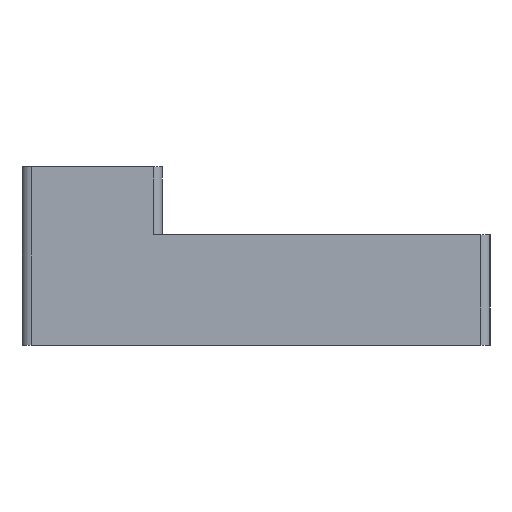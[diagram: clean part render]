
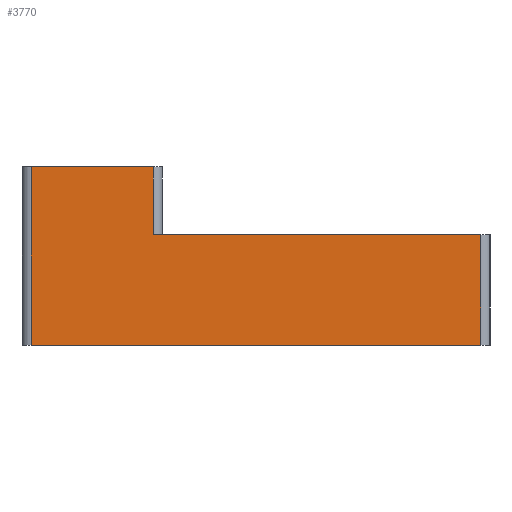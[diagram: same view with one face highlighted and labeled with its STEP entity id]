
A CAD part, left-side view. The second image highlights one B-rep face of the part: STEP entity #3770.
In plain terms, the highlighted planar face has unit normal (-1, 0, 0).
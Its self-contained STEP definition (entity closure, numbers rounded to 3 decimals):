
#44 = PLANE('',#45);
#45 = AXIS2_PLACEMENT_3D('',#46,#47,#48);
#46 = CARTESIAN_POINT('',(-89.,0.,0.));
#47 = DIRECTION('',(0.,0.,1.));
#48 = DIRECTION('',(1.,0.,0.));
#72 = CYLINDRICAL_SURFACE('',#73,1.);
#73 = AXIS2_PLACEMENT_3D('',#74,#75,#76);
#74 = CARTESIAN_POINT('',(-89.,-1.,0.));
#75 = DIRECTION('',(-0.,-0.,-1.));
#76 = DIRECTION('',(1.,0.,0.));
#100 = PLANE('',#101);
#101 = AXIS2_PLACEMENT_3D('',#102,#103,#104);
#102 = CARTESIAN_POINT('',(-89.,0.,19.05));
#103 = DIRECTION('',(0.,0.,1.));
#104 = DIRECTION('',(1.,0.,0.));
#1091 = VERTEX_POINT('',#1092);
#1092 = CARTESIAN_POINT('',(-90.,-1.,0.));
#1114 = EDGE_CURVE('',#1115,#1091,#1117,.T.);
#1115 = VERTEX_POINT('',#1116);
#1116 = CARTESIAN_POINT('',(-90.,-49.,0.));
#1117 = SURFACE_CURVE('',#1118,(#1122,#1129),.PCURVE_S1.);
#1118 = LINE('',#1119,#1120);
#1119 = CARTESIAN_POINT('',(-90.,-49.,0.));
#1120 = VECTOR('',#1121,1.);
#1121 = DIRECTION('',(0.,1.,0.));
#1122 = PCURVE('',#44,#1123);
#1123 = DEFINITIONAL_REPRESENTATION('',(#1124),#1128);
#1124 = LINE('',#1125,#1126);
#1125 = CARTESIAN_POINT('',(-1.,-49.));
#1126 = VECTOR('',#1127,1.);
#1127 = DIRECTION('',(0.,1.));
#1128 = ( GEOMETRIC_REPRESENTATION_CONTEXT(2) 
PARAMETRIC_REPRESENTATION_CONTEXT() REPRESENTATION_CONTEXT('2D SPACE',''
  ) );
#1129 = PCURVE('',#1130,#1135);
#1130 = PLANE('',#1131);
#1131 = AXIS2_PLACEMENT_3D('',#1132,#1133,#1134);
#1132 = CARTESIAN_POINT('',(-90.,-49.,0.));
#1133 = DIRECTION('',(-1.,0.,0.));
#1134 = DIRECTION('',(0.,1.,0.));
#1135 = DEFINITIONAL_REPRESENTATION('',(#1136),#1140);
#1136 = LINE('',#1137,#1138);
#1137 = CARTESIAN_POINT('',(0.,0.));
#1138 = VECTOR('',#1139,1.);
#1139 = DIRECTION('',(1.,0.));
#1140 = ( GEOMETRIC_REPRESENTATION_CONTEXT(2) 
PARAMETRIC_REPRESENTATION_CONTEXT() REPRESENTATION_CONTEXT('2D SPACE',''
  ) );
#1159 = CYLINDRICAL_SURFACE('',#1160,1.);
#1160 = AXIS2_PLACEMENT_3D('',#1161,#1162,#1163);
#1161 = CARTESIAN_POINT('',(-89.,-49.,0.));
#1162 = DIRECTION('',(-0.,-0.,-1.));
#1163 = DIRECTION('',(1.,0.,0.));
#1283 = VERTEX_POINT('',#1284);
#1284 = CARTESIAN_POINT('',(-90.,-1.,19.05));
#1306 = EDGE_CURVE('',#1091,#1283,#1307,.T.);
#1307 = SURFACE_CURVE('',#1308,(#1312,#1319),.PCURVE_S1.);
#1308 = LINE('',#1309,#1310);
#1309 = CARTESIAN_POINT('',(-90.,-1.,0.));
#1310 = VECTOR('',#1311,1.);
#1311 = DIRECTION('',(0.,0.,1.));
#1312 = PCURVE('',#72,#1313);
#1313 = DEFINITIONAL_REPRESENTATION('',(#1314),#1318);
#1314 = LINE('',#1315,#1316);
#1315 = CARTESIAN_POINT('',(-3.142,0.));
#1316 = VECTOR('',#1317,1.);
#1317 = DIRECTION('',(-0.,-1.));
#1318 = ( GEOMETRIC_REPRESENTATION_CONTEXT(2) 
PARAMETRIC_REPRESENTATION_CONTEXT() REPRESENTATION_CONTEXT('2D SPACE',''
  ) );
#1319 = PCURVE('',#1130,#1320);
#1320 = DEFINITIONAL_REPRESENTATION('',(#1321),#1325);
#1321 = LINE('',#1322,#1323);
#1322 = CARTESIAN_POINT('',(48.,0.));
#1323 = VECTOR('',#1324,1.);
#1324 = DIRECTION('',(0.,-1.));
#1325 = ( GEOMETRIC_REPRESENTATION_CONTEXT(2) 
PARAMETRIC_REPRESENTATION_CONTEXT() REPRESENTATION_CONTEXT('2D SPACE',''
  ) );
#1409 = EDGE_CURVE('',#1410,#1283,#1412,.T.);
#1410 = VERTEX_POINT('',#1411);
#1411 = CARTESIAN_POINT('',(-90.,-14.,19.05));
#1412 = SURFACE_CURVE('',#1413,(#1417,#1424),.PCURVE_S1.);
#1413 = LINE('',#1414,#1415);
#1414 = CARTESIAN_POINT('',(-90.,-49.,19.05));
#1415 = VECTOR('',#1416,1.);
#1416 = DIRECTION('',(0.,1.,0.));
#1417 = PCURVE('',#100,#1418);
#1418 = DEFINITIONAL_REPRESENTATION('',(#1419),#1423);
#1419 = LINE('',#1420,#1421);
#1420 = CARTESIAN_POINT('',(-1.,-49.));
#1421 = VECTOR('',#1422,1.);
#1422 = DIRECTION('',(0.,1.));
#1423 = ( GEOMETRIC_REPRESENTATION_CONTEXT(2) 
PARAMETRIC_REPRESENTATION_CONTEXT() REPRESENTATION_CONTEXT('2D SPACE',''
  ) );
#1424 = PCURVE('',#1130,#1425);
#1425 = DEFINITIONAL_REPRESENTATION('',(#1426),#1430);
#1426 = LINE('',#1427,#1428);
#1427 = CARTESIAN_POINT('',(0.,-19.05));
#1428 = VECTOR('',#1429,1.);
#1429 = DIRECTION('',(1.,0.));
#1430 = ( GEOMETRIC_REPRESENTATION_CONTEXT(2) 
PARAMETRIC_REPRESENTATION_CONTEXT() REPRESENTATION_CONTEXT('2D SPACE',''
  ) );
#1449 = CYLINDRICAL_SURFACE('',#1450,1.);
#1450 = AXIS2_PLACEMENT_3D('',#1451,#1452,#1453);
#1451 = CARTESIAN_POINT('',(-89.,-14.,19.05));
#1452 = DIRECTION('',(0.,0.,1.));
#1453 = DIRECTION('',(1.,0.,0.));
#1816 = PLANE('',#1817);
#1817 = AXIS2_PLACEMENT_3D('',#1818,#1819,#1820);
#1818 = CARTESIAN_POINT('',(-66.,-15.,11.8));
#1819 = DIRECTION('',(0.,0.,-1.));
#1820 = DIRECTION('',(-1.,0.,0.));
#3770 = ADVANCED_FACE('',(#3771),#1130,.T.);
#3771 = FACE_BOUND('',#3772,.T.);
#3772 = EDGE_LOOP('',(#3773,#3774,#3797,#3820,#3841,#3842));
#3773 = ORIENTED_EDGE('',*,*,#1114,.F.);
#3774 = ORIENTED_EDGE('',*,*,#3775,.T.);
#3775 = EDGE_CURVE('',#1115,#3776,#3778,.T.);
#3776 = VERTEX_POINT('',#3777);
#3777 = CARTESIAN_POINT('',(-90.,-49.,11.8));
#3778 = SURFACE_CURVE('',#3779,(#3783,#3790),.PCURVE_S1.);
#3779 = LINE('',#3780,#3781);
#3780 = CARTESIAN_POINT('',(-90.,-49.,0.));
#3781 = VECTOR('',#3782,1.);
#3782 = DIRECTION('',(0.,0.,1.));
#3783 = PCURVE('',#1130,#3784);
#3784 = DEFINITIONAL_REPRESENTATION('',(#3785),#3789);
#3785 = LINE('',#3786,#3787);
#3786 = CARTESIAN_POINT('',(0.,0.));
#3787 = VECTOR('',#3788,1.);
#3788 = DIRECTION('',(0.,-1.));
#3789 = ( GEOMETRIC_REPRESENTATION_CONTEXT(2) 
PARAMETRIC_REPRESENTATION_CONTEXT() REPRESENTATION_CONTEXT('2D SPACE',''
  ) );
#3790 = PCURVE('',#1159,#3791);
#3791 = DEFINITIONAL_REPRESENTATION('',(#3792),#3796);
#3792 = LINE('',#3793,#3794);
#3793 = CARTESIAN_POINT('',(-3.142,0.));
#3794 = VECTOR('',#3795,1.);
#3795 = DIRECTION('',(-0.,-1.));
#3796 = ( GEOMETRIC_REPRESENTATION_CONTEXT(2) 
PARAMETRIC_REPRESENTATION_CONTEXT() REPRESENTATION_CONTEXT('2D SPACE',''
  ) );
#3797 = ORIENTED_EDGE('',*,*,#3798,.T.);
#3798 = EDGE_CURVE('',#3776,#3799,#3801,.T.);
#3799 = VERTEX_POINT('',#3800);
#3800 = CARTESIAN_POINT('',(-90.,-14.,11.8));
#3801 = SURFACE_CURVE('',#3802,(#3806,#3813),.PCURVE_S1.);
#3802 = LINE('',#3803,#3804);
#3803 = CARTESIAN_POINT('',(-90.,-50.,11.8));
#3804 = VECTOR('',#3805,1.);
#3805 = DIRECTION('',(0.,1.,0.));
#3806 = PCURVE('',#1130,#3807);
#3807 = DEFINITIONAL_REPRESENTATION('',(#3808),#3812);
#3808 = LINE('',#3809,#3810);
#3809 = CARTESIAN_POINT('',(-1.,-11.8));
#3810 = VECTOR('',#3811,1.);
#3811 = DIRECTION('',(1.,0.));
#3812 = ( GEOMETRIC_REPRESENTATION_CONTEXT(2) 
PARAMETRIC_REPRESENTATION_CONTEXT() REPRESENTATION_CONTEXT('2D SPACE',''
  ) );
#3813 = PCURVE('',#1816,#3814);
#3814 = DEFINITIONAL_REPRESENTATION('',(#3815),#3819);
#3815 = LINE('',#3816,#3817);
#3816 = CARTESIAN_POINT('',(24.,-35.));
#3817 = VECTOR('',#3818,1.);
#3818 = DIRECTION('',(0.,1.));
#3819 = ( GEOMETRIC_REPRESENTATION_CONTEXT(2) 
PARAMETRIC_REPRESENTATION_CONTEXT() REPRESENTATION_CONTEXT('2D SPACE',''
  ) );
#3820 = ORIENTED_EDGE('',*,*,#3821,.F.);
#3821 = EDGE_CURVE('',#1410,#3799,#3822,.T.);
#3822 = SURFACE_CURVE('',#3823,(#3827,#3834),.PCURVE_S1.);
#3823 = LINE('',#3824,#3825);
#3824 = CARTESIAN_POINT('',(-90.,-14.,19.05));
#3825 = VECTOR('',#3826,1.);
#3826 = DIRECTION('',(-0.,-0.,-1.));
#3827 = PCURVE('',#1130,#3828);
#3828 = DEFINITIONAL_REPRESENTATION('',(#3829),#3833);
#3829 = LINE('',#3830,#3831);
#3830 = CARTESIAN_POINT('',(35.,-19.05));
#3831 = VECTOR('',#3832,1.);
#3832 = DIRECTION('',(0.,1.));
#3833 = ( GEOMETRIC_REPRESENTATION_CONTEXT(2) 
PARAMETRIC_REPRESENTATION_CONTEXT() REPRESENTATION_CONTEXT('2D SPACE',''
  ) );
#3834 = PCURVE('',#1449,#3835);
#3835 = DEFINITIONAL_REPRESENTATION('',(#3836),#3840);
#3836 = LINE('',#3837,#3838);
#3837 = CARTESIAN_POINT('',(3.142,0.));
#3838 = VECTOR('',#3839,1.);
#3839 = DIRECTION('',(0.,-1.));
#3840 = ( GEOMETRIC_REPRESENTATION_CONTEXT(2) 
PARAMETRIC_REPRESENTATION_CONTEXT() REPRESENTATION_CONTEXT('2D SPACE',''
  ) );
#3841 = ORIENTED_EDGE('',*,*,#1409,.T.);
#3842 = ORIENTED_EDGE('',*,*,#1306,.F.);
